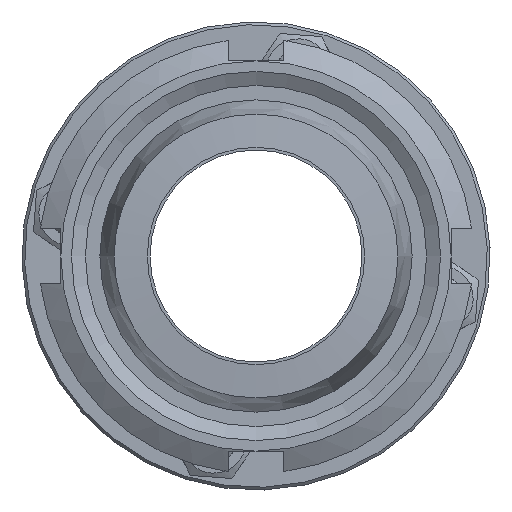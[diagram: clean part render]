
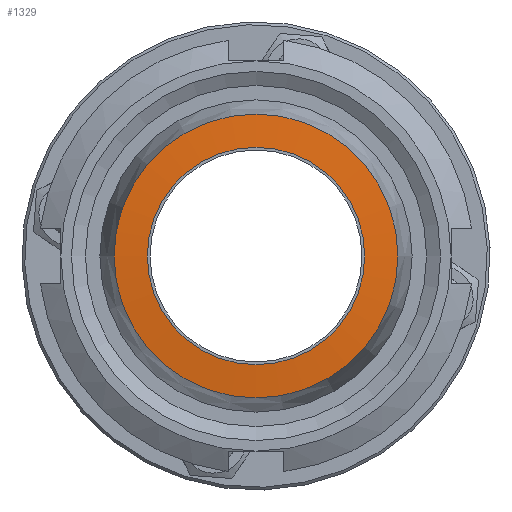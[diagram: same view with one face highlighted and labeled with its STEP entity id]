
A CAD part, left-side view. The second image highlights one B-rep face of the part: STEP entity #1329.
In plain terms, the highlighted conical face has half-angle 85 degrees and reference radius 22.48 mm.
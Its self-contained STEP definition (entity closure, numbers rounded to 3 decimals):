
#1302=CARTESIAN_POINT('',(-82.739,0.,0.));
#1303=DIRECTION('',(1.0,0.0,0.0));
#1304=DIRECTION('',(0.0,1.0,0.0));
#1305=AXIS2_PLACEMENT_3D('',#1302,#1303,#1304);
#1306=CONICAL_SURFACE('',#1305,22.48,85.0);
#1307=CARTESIAN_POINT('',(-82.479,25.46,0.));
#1308=VERTEX_POINT('',#1307);
#1309=CARTESIAN_POINT('',(-82.479,0.,0.));
#1310=DIRECTION('',(1.0,0.0,0.0));
#1311=DIRECTION('',(0.0,1.0,0.0));
#1312=AXIS2_PLACEMENT_3D('',#1309,#1310,#1311);
#1313=CIRCLE('',#1312,25.46);
#1314=EDGE_CURVE('',#1308,#1308,#1313,.T.);
#1315=ORIENTED_EDGE('',*,*,#1314,.F.);
#1316=EDGE_LOOP('',(#1315));
#1317=FACE_OUTER_BOUND('',#1316,.T.);
#1318=CARTESIAN_POINT('',(-83.,19.5,0.));
#1319=VERTEX_POINT('',#1318);
#1320=CARTESIAN_POINT('',(-83.,0.,0.));
#1321=DIRECTION('',(1.0,0.0,0.0));
#1322=DIRECTION('',(0.0,1.0,0.0));
#1323=AXIS2_PLACEMENT_3D('',#1320,#1321,#1322);
#1324=CIRCLE('',#1323,19.5);
#1325=EDGE_CURVE('',#1319,#1319,#1324,.T.);
#1326=ORIENTED_EDGE('',*,*,#1325,.T.);
#1327=EDGE_LOOP('',(#1326));
#1328=FACE_BOUND('',#1327,.T.);
#1329=ADVANCED_FACE('',(#1317,#1328),#1306,.T.);
